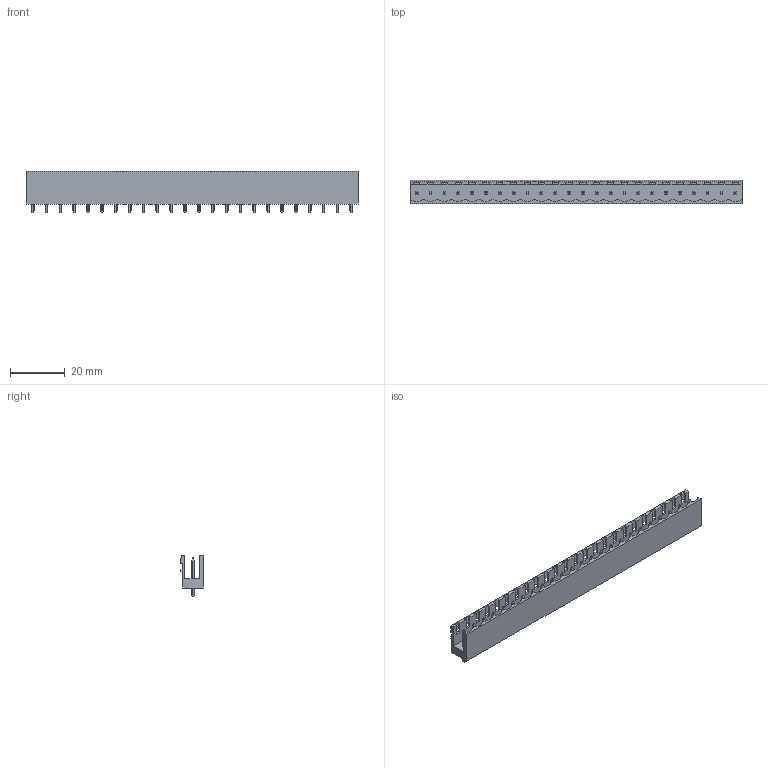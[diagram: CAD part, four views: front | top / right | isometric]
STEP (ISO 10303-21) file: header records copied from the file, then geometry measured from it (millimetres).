
FILE_DESCRIPTION(('CATIA V5 STEP Exchange','CAx-IF Rec.Pracs.--- Model Styling and Organization---1.2---2011-12-15'),'2;1');
FILE_NAME ('D1448984_0', '2018-10-25T10:50:45+00:00', ('none'), ('Weidmueller'), 'CATIA Version 5-6 Release 2014', 'CATIA V5 STEP AP214', 'none');
FILE_SCHEMA(('AUTOMOTIVE_DESIGN { 1 0 10303 214 1 1 1 1 }'));
Length unit declared in the file: millimetre
Products named in the file (1): 1146710000
Bounding box: 121.72 x 8.43 x 15.2 mm (x, y, z)
Volume: 5544.7 mm3; surface area: 8923.1 mm2
Topology: 25 solids, 25 shells, 883 faces, 2664 edges, 1783 vertices
Faces by surface type: plane 665, cylinder 218
Entity records: 27690 total; most frequent: CARTESIAN_POINT 6278, ORIENTED_EDGE 5328, DIRECTION 3060, EDGE_CURVE 2664, VECTOR 1844, LINE 1844, VERTEX_POINT 1783, EDGE_LOOP 931
